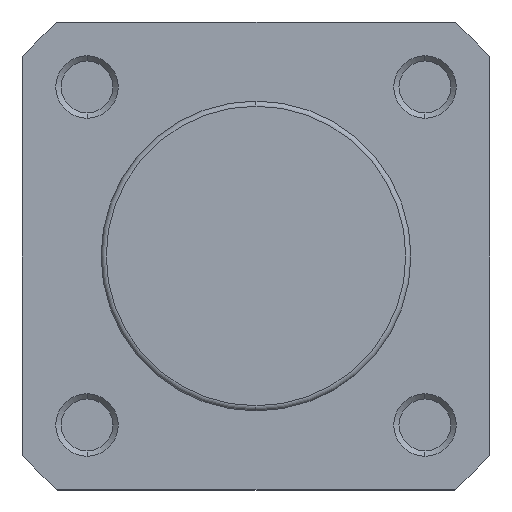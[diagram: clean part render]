
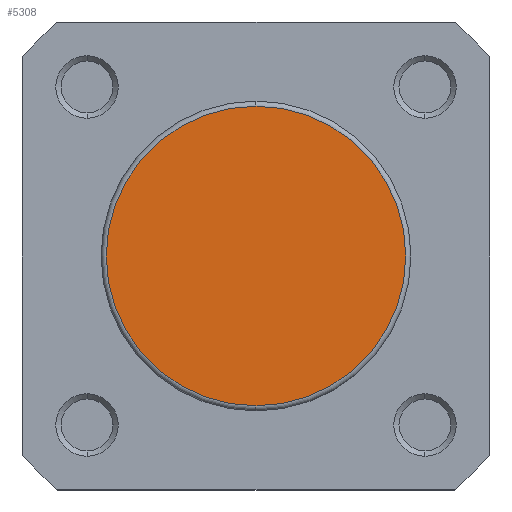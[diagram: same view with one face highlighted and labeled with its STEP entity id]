
A CAD part, left-side view. The second image highlights one B-rep face of the part: STEP entity #5308.
In plain terms, the highlighted planar face has unit normal (-1, 0, 0).
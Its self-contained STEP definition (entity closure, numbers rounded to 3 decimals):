
#784 = ORIENTED_EDGE ( 'NONE', *, *, #3269, .T. ) ;
#908 = ORIENTED_EDGE ( 'NONE', *, *, #3207, .T. ) ;
#1234 = FACE_OUTER_BOUND ( 'NONE', #4467, .T. ) ;
#1588 = CARTESIAN_POINT ( 'NONE',  ( 0., 0., -14.4 ) ) ;
#1589 = CARTESIAN_POINT ( 'NONE',  ( 0., 0., 14.4 ) ) ;
#2670 = CARTESIAN_POINT ( 'NONE',  ( 0., -14.9, 0. ) ) ;
#2671 = PLANE ( 'NONE',  #3055 ) ;
#2672 = DIRECTION ( 'NONE',  ( -1., 0., 0. ) ) ;
#2673 = DIRECTION ( 'NONE',  ( 0., 0., 1. ) ) ;
#3055 = AXIS2_PLACEMENT_3D ( 'NONE', #2670, #2672, #2673 ) ;
#3207 = EDGE_CURVE ( 'NONE', #3536, #3535, #4217, .T. ) ;
#3269 = EDGE_CURVE ( 'NONE', #3535, #3536, #4278, .T. ) ;
#3346 = AXIS2_PLACEMENT_3D ( 'NONE', #4118, #4117, #4116 ) ;
#3382 = AXIS2_PLACEMENT_3D ( 'NONE', #5288, #5300, #5304 ) ;
#3535 = VERTEX_POINT ( 'NONE', #1588 ) ;
#3536 = VERTEX_POINT ( 'NONE', #1589 ) ;
#4116 = DIRECTION ( 'NONE',  ( 0., 0., 1. ) ) ;
#4117 = DIRECTION ( 'NONE',  ( -1., 0., 0. ) ) ;
#4118 = CARTESIAN_POINT ( 'NONE',  ( 0., 0., 0. ) ) ;
#4217 = CIRCLE ( 'NONE', #3346, 14.4 ) ;
#4278 = CIRCLE ( 'NONE', #3382, 14.4 ) ;
#4467 = EDGE_LOOP ( 'NONE', ( #908, #784 ) ) ;
#5288 = CARTESIAN_POINT ( 'NONE',  ( 0., 0., 0. ) ) ;
#5300 = DIRECTION ( 'NONE',  ( -1., 0., 0. ) ) ;
#5304 = DIRECTION ( 'NONE',  ( 0., 0., 1. ) ) ;
#5308 = ADVANCED_FACE ( 'NONE', ( #1234 ), #2671, .T. ) ;
